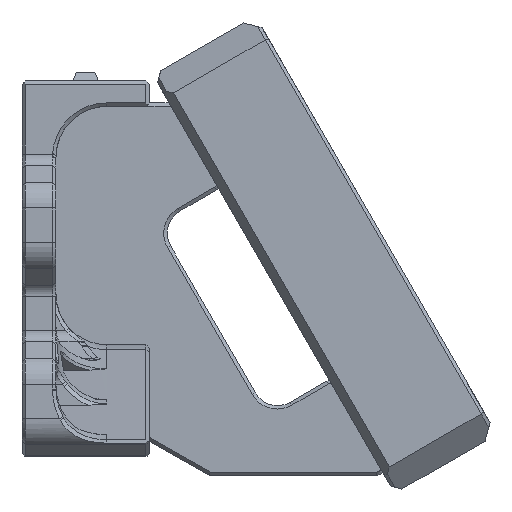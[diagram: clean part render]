
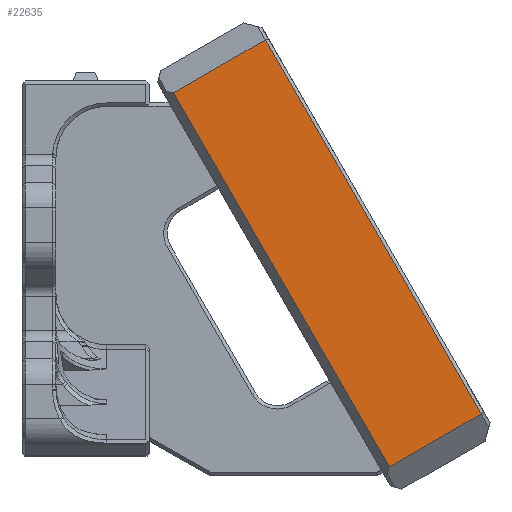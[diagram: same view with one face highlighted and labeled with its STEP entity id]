
A CAD part, left-side view. The second image highlights one B-rep face of the part: STEP entity #22635.
In plain terms, the highlighted face is planar.
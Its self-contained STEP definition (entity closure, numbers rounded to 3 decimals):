
#3092=FACE_OUTER_BOUND('',#4505,.T.);
#4505=EDGE_LOOP('',(#19900,#19901,#19902,#19903));
#6521=LINE('',#41338,#8662);
#6579=LINE('',#41505,#8720);
#6613=LINE('',#41589,#8754);
#6614=LINE('',#41591,#8755);
#8662=VECTOR('',#29504,10.);
#8720=VECTOR('',#29662,10.);
#8754=VECTOR('',#29754,10.);
#8755=VECTOR('',#29757,10.);
#10679=VERTEX_POINT('',#41319);
#10686=VERTEX_POINT('',#41333);
#10744=VERTEX_POINT('',#41502);
#10745=VERTEX_POINT('',#41504);
#13727=EDGE_CURVE('',#10686,#10679,#6521,.T.);
#13807=EDGE_CURVE('',#10744,#10745,#6579,.T.);
#13851=EDGE_CURVE('',#10745,#10686,#6613,.T.);
#13852=EDGE_CURVE('',#10679,#10744,#6614,.T.);
#19900=ORIENTED_EDGE('',*,*,#13727,.F.);
#19901=ORIENTED_EDGE('',*,*,#13851,.F.);
#19902=ORIENTED_EDGE('',*,*,#13807,.F.);
#19903=ORIENTED_EDGE('',*,*,#13852,.F.);
#21361=PLANE('',#24474);
#22635=ADVANCED_FACE('',(#3092),#21361,.T.);
#24474=AXIS2_PLACEMENT_3D('',#41590,#29755,#29756);
#29504=DIRECTION('',(1.,0.,0.));
#29662=DIRECTION('',(-1.,0.,0.));
#29754=DIRECTION('',(0.,0.,1.));
#29755=DIRECTION('center_axis',(0.,-1.,0.));
#29756=DIRECTION('ref_axis',(-1.,0.,0.));
#29757=DIRECTION('',(0.,0.,-1.));
#41319=CARTESIAN_POINT('',(38.103,-0.852,119.389));
#41333=CARTESIAN_POINT('',(-12.797,-0.852,119.389));
#41338=CARTESIAN_POINT('',(24.128,-0.852,119.389));
#41502=CARTESIAN_POINT('',(38.103,-0.852,106.889));
#41504=CARTESIAN_POINT('',(-12.797,-0.852,106.889));
#41505=CARTESIAN_POINT('',(24.128,-0.852,106.889));
#41589=CARTESIAN_POINT('',(-12.797,-0.852,119.789));
#41590=CARTESIAN_POINT('Origin',(35.603,-0.852,119.789));
#41591=CARTESIAN_POINT('',(38.103,-0.852,110.789));
